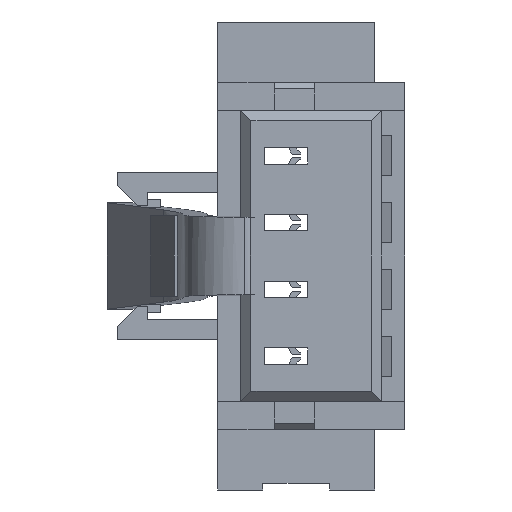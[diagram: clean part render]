
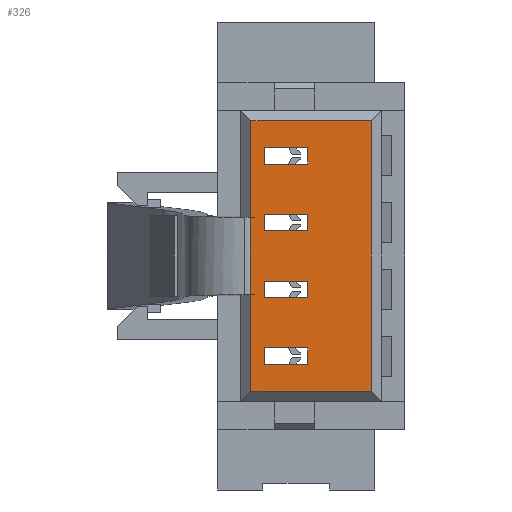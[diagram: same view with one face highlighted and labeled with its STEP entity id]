
A CAD part, left-side view. The second image highlights one B-rep face of the part: STEP entity #326.
In plain terms, the highlighted planar face has unit normal (-1, 0, 0).
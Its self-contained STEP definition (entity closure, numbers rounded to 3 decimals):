
#326 = ADVANCED_FACE('',(#327,#361,#395,#429,#463),#497,.T.);
#327 = FACE_BOUND('',#328,.T.);
#328 = EDGE_LOOP('',(#329,#339,#347,#355));
#329 = ORIENTED_EDGE('',*,*,#330,.F.);
#330 = EDGE_CURVE('',#331,#333,#335,.T.);
#331 = VERTEX_POINT('',#332);
#332 = CARTESIAN_POINT('',(-5.,0.7,-1.625));
#333 = VERTEX_POINT('',#334);
#334 = CARTESIAN_POINT('',(-5.,0.05,-1.625));
#335 = LINE('',#336,#337);
#336 = CARTESIAN_POINT('',(-5.,0.7,-1.625));
#337 = VECTOR('',#338,1.);
#338 = DIRECTION('',(0.,-1.,0.));
#339 = ORIENTED_EDGE('',*,*,#340,.F.);
#340 = EDGE_CURVE('',#341,#331,#343,.T.);
#341 = VERTEX_POINT('',#342);
#342 = CARTESIAN_POINT('',(-5.,0.7,-1.375));
#343 = LINE('',#344,#345);
#344 = CARTESIAN_POINT('',(-5.,0.7,-1.375));
#345 = VECTOR('',#346,1.);
#346 = DIRECTION('',(0.,0.,-1.));
#347 = ORIENTED_EDGE('',*,*,#348,.F.);
#348 = EDGE_CURVE('',#349,#341,#351,.T.);
#349 = VERTEX_POINT('',#350);
#350 = CARTESIAN_POINT('',(-5.,0.05,-1.375));
#351 = LINE('',#352,#353);
#352 = CARTESIAN_POINT('',(-5.,0.05,-1.375));
#353 = VECTOR('',#354,1.);
#354 = DIRECTION('',(0.,1.,0.));
#355 = ORIENTED_EDGE('',*,*,#356,.F.);
#356 = EDGE_CURVE('',#333,#349,#357,.T.);
#357 = LINE('',#358,#359);
#358 = CARTESIAN_POINT('',(-5.,0.05,-1.625));
#359 = VECTOR('',#360,1.);
#360 = DIRECTION('',(0.,0.,1.));
#361 = FACE_BOUND('',#362,.T.);
#362 = EDGE_LOOP('',(#363,#373,#381,#389));
#363 = ORIENTED_EDGE('',*,*,#364,.F.);
#364 = EDGE_CURVE('',#365,#367,#369,.T.);
#365 = VERTEX_POINT('',#366);
#366 = CARTESIAN_POINT('',(-5.,0.7,-0.625));
#367 = VERTEX_POINT('',#368);
#368 = CARTESIAN_POINT('',(-5.,0.05,-0.625));
#369 = LINE('',#370,#371);
#370 = CARTESIAN_POINT('',(-5.,0.7,-0.625));
#371 = VECTOR('',#372,1.);
#372 = DIRECTION('',(0.,-1.,0.));
#373 = ORIENTED_EDGE('',*,*,#374,.F.);
#374 = EDGE_CURVE('',#375,#365,#377,.T.);
#375 = VERTEX_POINT('',#376);
#376 = CARTESIAN_POINT('',(-5.,0.7,-0.375));
#377 = LINE('',#378,#379);
#378 = CARTESIAN_POINT('',(-5.,0.7,-0.375));
#379 = VECTOR('',#380,1.);
#380 = DIRECTION('',(0.,0.,-1.));
#381 = ORIENTED_EDGE('',*,*,#382,.F.);
#382 = EDGE_CURVE('',#383,#375,#385,.T.);
#383 = VERTEX_POINT('',#384);
#384 = CARTESIAN_POINT('',(-5.,0.05,-0.375));
#385 = LINE('',#386,#387);
#386 = CARTESIAN_POINT('',(-5.,0.05,-0.375));
#387 = VECTOR('',#388,1.);
#388 = DIRECTION('',(0.,1.,0.));
#389 = ORIENTED_EDGE('',*,*,#390,.F.);
#390 = EDGE_CURVE('',#367,#383,#391,.T.);
#391 = LINE('',#392,#393);
#392 = CARTESIAN_POINT('',(-5.,0.05,-0.625));
#393 = VECTOR('',#394,1.);
#394 = DIRECTION('',(0.,0.,1.));
#395 = FACE_BOUND('',#396,.T.);
#396 = EDGE_LOOP('',(#397,#407,#415,#423));
#397 = ORIENTED_EDGE('',*,*,#398,.F.);
#398 = EDGE_CURVE('',#399,#401,#403,.T.);
#399 = VERTEX_POINT('',#400);
#400 = CARTESIAN_POINT('',(-5.,0.7,0.375));
#401 = VERTEX_POINT('',#402);
#402 = CARTESIAN_POINT('',(-5.,0.05,0.375));
#403 = LINE('',#404,#405);
#404 = CARTESIAN_POINT('',(-5.,0.7,0.375));
#405 = VECTOR('',#406,1.);
#406 = DIRECTION('',(0.,-1.,0.));
#407 = ORIENTED_EDGE('',*,*,#408,.F.);
#408 = EDGE_CURVE('',#409,#399,#411,.T.);
#409 = VERTEX_POINT('',#410);
#410 = CARTESIAN_POINT('',(-5.,0.7,0.625));
#411 = LINE('',#412,#413);
#412 = CARTESIAN_POINT('',(-5.,0.7,0.625));
#413 = VECTOR('',#414,1.);
#414 = DIRECTION('',(0.,0.,-1.));
#415 = ORIENTED_EDGE('',*,*,#416,.F.);
#416 = EDGE_CURVE('',#417,#409,#419,.T.);
#417 = VERTEX_POINT('',#418);
#418 = CARTESIAN_POINT('',(-5.,0.05,0.625));
#419 = LINE('',#420,#421);
#420 = CARTESIAN_POINT('',(-5.,0.05,0.625));
#421 = VECTOR('',#422,1.);
#422 = DIRECTION('',(0.,1.,0.));
#423 = ORIENTED_EDGE('',*,*,#424,.F.);
#424 = EDGE_CURVE('',#401,#417,#425,.T.);
#425 = LINE('',#426,#427);
#426 = CARTESIAN_POINT('',(-5.,0.05,0.375));
#427 = VECTOR('',#428,1.);
#428 = DIRECTION('',(0.,0.,1.));
#429 = FACE_BOUND('',#430,.T.);
#430 = EDGE_LOOP('',(#431,#441,#449,#457));
#431 = ORIENTED_EDGE('',*,*,#432,.F.);
#432 = EDGE_CURVE('',#433,#435,#437,.T.);
#433 = VERTEX_POINT('',#434);
#434 = CARTESIAN_POINT('',(-5.,0.7,1.375));
#435 = VERTEX_POINT('',#436);
#436 = CARTESIAN_POINT('',(-5.,0.05,1.375));
#437 = LINE('',#438,#439);
#438 = CARTESIAN_POINT('',(-5.,0.7,1.375));
#439 = VECTOR('',#440,1.);
#440 = DIRECTION('',(0.,-1.,0.));
#441 = ORIENTED_EDGE('',*,*,#442,.F.);
#442 = EDGE_CURVE('',#443,#433,#445,.T.);
#443 = VERTEX_POINT('',#444);
#444 = CARTESIAN_POINT('',(-5.,0.7,1.625));
#445 = LINE('',#446,#447);
#446 = CARTESIAN_POINT('',(-5.,0.7,1.625));
#447 = VECTOR('',#448,1.);
#448 = DIRECTION('',(0.,0.,-1.));
#449 = ORIENTED_EDGE('',*,*,#450,.F.);
#450 = EDGE_CURVE('',#451,#443,#453,.T.);
#451 = VERTEX_POINT('',#452);
#452 = CARTESIAN_POINT('',(-5.,0.05,1.625));
#453 = LINE('',#454,#455);
#454 = CARTESIAN_POINT('',(-5.,0.05,1.625));
#455 = VECTOR('',#456,1.);
#456 = DIRECTION('',(0.,1.,0.));
#457 = ORIENTED_EDGE('',*,*,#458,.F.);
#458 = EDGE_CURVE('',#435,#451,#459,.T.);
#459 = LINE('',#460,#461);
#460 = CARTESIAN_POINT('',(-5.,0.05,1.375));
#461 = VECTOR('',#462,1.);
#462 = DIRECTION('',(0.,0.,1.));
#463 = FACE_BOUND('',#464,.T.);
#464 = EDGE_LOOP('',(#465,#475,#483,#491));
#465 = ORIENTED_EDGE('',*,*,#466,.F.);
#466 = EDGE_CURVE('',#467,#469,#471,.T.);
#467 = VERTEX_POINT('',#468);
#468 = CARTESIAN_POINT('',(-5.,-0.9,-2.025));
#469 = VERTEX_POINT('',#470);
#470 = CARTESIAN_POINT('',(-5.,0.9,-2.025));
#471 = LINE('',#472,#473);
#472 = CARTESIAN_POINT('',(-5.,-2.,-2.025));
#473 = VECTOR('',#474,1.);
#474 = DIRECTION('',(0.,1.,-0.));
#475 = ORIENTED_EDGE('',*,*,#476,.F.);
#476 = EDGE_CURVE('',#477,#467,#479,.T.);
#477 = VERTEX_POINT('',#478);
#478 = CARTESIAN_POINT('',(-5.,-0.9,2.025));
#479 = LINE('',#480,#481);
#480 = CARTESIAN_POINT('',(-5.,-0.9,4.));
#481 = VECTOR('',#482,1.);
#482 = DIRECTION('',(0.,0.,-1.));
#483 = ORIENTED_EDGE('',*,*,#484,.T.);
#484 = EDGE_CURVE('',#477,#485,#487,.T.);
#485 = VERTEX_POINT('',#486);
#486 = CARTESIAN_POINT('',(-5.,0.9,2.025));
#487 = LINE('',#488,#489);
#488 = CARTESIAN_POINT('',(-5.,-2.,2.025));
#489 = VECTOR('',#490,1.);
#490 = DIRECTION('',(0.,1.,-0.));
#491 = ORIENTED_EDGE('',*,*,#492,.T.);
#492 = EDGE_CURVE('',#485,#469,#493,.T.);
#493 = LINE('',#494,#495);
#494 = CARTESIAN_POINT('',(-5.,0.9,4.));
#495 = VECTOR('',#496,1.);
#496 = DIRECTION('',(0.,0.,-1.));
#497 = PLANE('',#498);
#498 = AXIS2_PLACEMENT_3D('',#499,#500,#501);
#499 = CARTESIAN_POINT('',(-5.,0.,0.));
#500 = DIRECTION('',(-1.,0.,0.));
#501 = DIRECTION('',(0.,-1.,0.));
